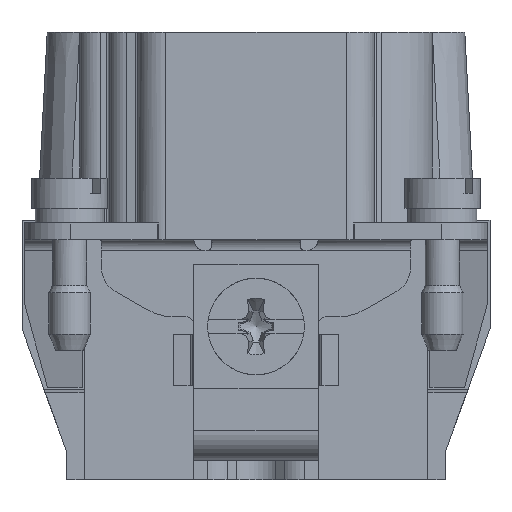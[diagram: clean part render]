
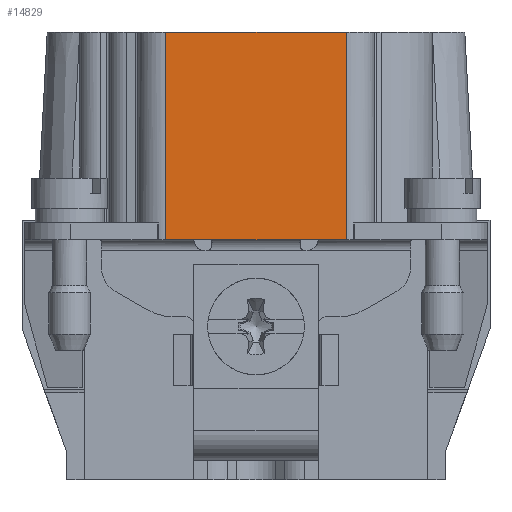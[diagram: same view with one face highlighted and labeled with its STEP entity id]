
A CAD part, left-side view. The second image highlights one B-rep face of the part: STEP entity #14829.
In plain terms, the highlighted planar face has unit normal (-1, 0, 0).
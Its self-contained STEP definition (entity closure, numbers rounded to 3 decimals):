
#12981=FACE_OUTER_BOUND('',#18443,.T.);
#14829=ADVANCED_FACE('',(#12981),#16724,.F.);
#16724=PLANE('',#50947);
#18443=EDGE_LOOP('',(#22175,#22176,#22177,#22178));
#22175=ORIENTED_EDGE('',*,*,#34688,.F.);
#22176=ORIENTED_EDGE('',*,*,#35811,.T.);
#22177=ORIENTED_EDGE('',*,*,#35590,.F.);
#22178=ORIENTED_EDGE('',*,*,#35812,.T.);
#31157=VERTEX_POINT('',#62260);
#31159=VERTEX_POINT('',#62263);
#31884=VERTEX_POINT('',#64981);
#31885=VERTEX_POINT('',#64983);
#34688=EDGE_CURVE('',#31157,#31159,#42179,.T.);
#35590=EDGE_CURVE('',#31884,#31885,#42880,.T.);
#35811=EDGE_CURVE('',#31157,#31885,#43059,.T.);
#35812=EDGE_CURVE('',#31884,#31159,#43060,.T.);
#42179=LINE('',#62262,#45279);
#42880=LINE('',#64982,#45980);
#43059=LINE('',#65410,#46159);
#43060=LINE('',#65411,#46160);
#45279=VECTOR('',#53260,1.);
#45980=VECTOR('',#54679,1.);
#46159=VECTOR('',#55090,1.);
#46160=VECTOR('',#55091,1.);
#50947=AXIS2_PLACEMENT_3D('',#65412,#55092,#55093);
#53260=DIRECTION('',(0.,1.,0.));
#54679=DIRECTION('',(0.,-1.,0.));
#55090=DIRECTION('',(0.,0.,1.));
#55091=DIRECTION('',(0.,0.,-1.));
#55092=DIRECTION('',(1.,0.,0.));
#55093=DIRECTION('',(0.,0.,1.));
#62260=CARTESIAN_POINT('',(-31.925,-6.55,0.));
#62262=CARTESIAN_POINT('',(-31.925,0.,0.));
#62263=CARTESIAN_POINT('',(-31.925,6.55,0.));
#64981=CARTESIAN_POINT('',(-31.925,6.55,15.));
#64982=CARTESIAN_POINT('',(-31.925,-8.55,15.));
#64983=CARTESIAN_POINT('',(-31.925,-6.55,15.));
#65410=CARTESIAN_POINT('',(-31.925,-6.55,15.));
#65411=CARTESIAN_POINT('',(-31.925,6.55,15.));
#65412=CARTESIAN_POINT('',(-31.925,-8.55,15.));
